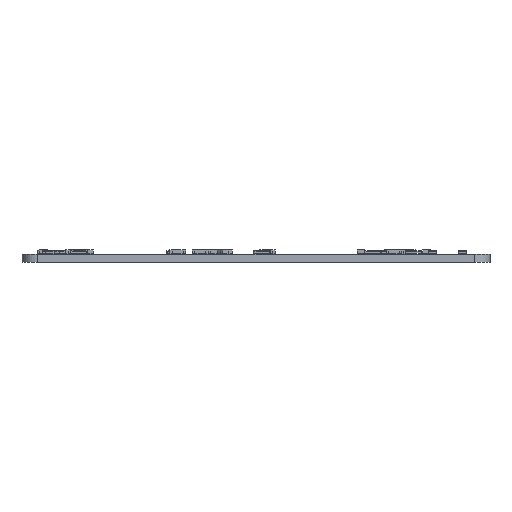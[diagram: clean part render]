
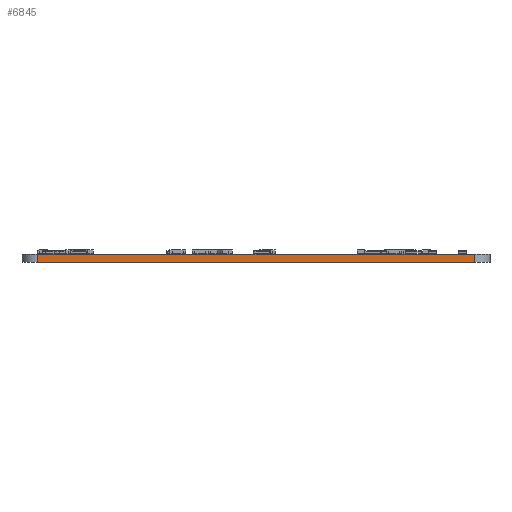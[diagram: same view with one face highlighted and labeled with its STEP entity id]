
A CAD part, left-side view. The second image highlights one B-rep face of the part: STEP entity #6845.
In plain terms, the highlighted planar face has unit normal (-1, 0, 0).
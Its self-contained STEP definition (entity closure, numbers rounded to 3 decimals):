
#6845 = ADVANCED_FACE('',(#6846),#6860,.F.);
#6846 = FACE_BOUND('',#6847,.F.);
#6847 = EDGE_LOOP('',(#6848,#6883,#6911,#6939));
#6848 = ORIENTED_EDGE('',*,*,#6849,.T.);
#6849 = EDGE_CURVE('',#6850,#6852,#6854,.T.);
#6850 = VERTEX_POINT('',#6851);
#6851 = CARTESIAN_POINT('',(-0.038,87.208,0.));
#6852 = VERTEX_POINT('',#6853);
#6853 = CARTESIAN_POINT('',(-0.038,87.208,1.6));
#6854 = SURFACE_CURVE('',#6855,(#6859,#6871),.PCURVE_S1.);
#6855 = LINE('',#6856,#6857);
#6856 = CARTESIAN_POINT('',(-0.038,87.208,0.));
#6857 = VECTOR('',#6858,1.);
#6858 = DIRECTION('',(0.,0.,1.));
#6859 = PCURVE('',#6860,#6865);
#6860 = PLANE('',#6861);
#6861 = AXIS2_PLACEMENT_3D('',#6862,#6863,#6864);
#6862 = CARTESIAN_POINT('',(-0.038,87.208,0.));
#6863 = DIRECTION('',(1.,0.,0.));
#6864 = DIRECTION('',(0.,-1.,0.));
#6865 = DEFINITIONAL_REPRESENTATION('',(#6866),#6870);
#6866 = LINE('',#6867,#6868);
#6867 = CARTESIAN_POINT('',(0.,0.));
#6868 = VECTOR('',#6869,1.);
#6869 = DIRECTION('',(0.,-1.));
#6870 = ( GEOMETRIC_REPRESENTATION_CONTEXT(2) 
PARAMETRIC_REPRESENTATION_CONTEXT() REPRESENTATION_CONTEXT('2D SPACE',''
  ) );
#6871 = PCURVE('',#6872,#6877);
#6872 = CYLINDRICAL_SURFACE('',#6873,3.);
#6873 = AXIS2_PLACEMENT_3D('',#6874,#6875,#6876);
#6874 = CARTESIAN_POINT('',(2.962,87.208,0.));
#6875 = DIRECTION('',(0.,0.,-1.));
#6876 = DIRECTION('',(1.,0.,0.));
#6877 = DEFINITIONAL_REPRESENTATION('',(#6878),#6882);
#6878 = LINE('',#6879,#6880);
#6879 = CARTESIAN_POINT('',(-3.142,0.));
#6880 = VECTOR('',#6881,1.);
#6881 = DIRECTION('',(0.,-1.));
#6882 = ( GEOMETRIC_REPRESENTATION_CONTEXT(2) 
PARAMETRIC_REPRESENTATION_CONTEXT() REPRESENTATION_CONTEXT('2D SPACE',''
  ) );
#6883 = ORIENTED_EDGE('',*,*,#6884,.T.);
#6884 = EDGE_CURVE('',#6852,#6885,#6887,.T.);
#6885 = VERTEX_POINT('',#6886);
#6886 = CARTESIAN_POINT('',(-0.038,3.038,1.6));
#6887 = SURFACE_CURVE('',#6888,(#6892,#6899),.PCURVE_S1.);
#6888 = LINE('',#6889,#6890);
#6889 = CARTESIAN_POINT('',(-0.038,87.208,1.6));
#6890 = VECTOR('',#6891,1.);
#6891 = DIRECTION('',(0.,-1.,0.));
#6892 = PCURVE('',#6860,#6893);
#6893 = DEFINITIONAL_REPRESENTATION('',(#6894),#6898);
#6894 = LINE('',#6895,#6896);
#6895 = CARTESIAN_POINT('',(0.,-1.6));
#6896 = VECTOR('',#6897,1.);
#6897 = DIRECTION('',(1.,0.));
#6898 = ( GEOMETRIC_REPRESENTATION_CONTEXT(2) 
PARAMETRIC_REPRESENTATION_CONTEXT() REPRESENTATION_CONTEXT('2D SPACE',''
  ) );
#6899 = PCURVE('',#6900,#6905);
#6900 = PLANE('',#6901);
#6901 = AXIS2_PLACEMENT_3D('',#6902,#6903,#6904);
#6902 = CARTESIAN_POINT('',(47.907,45.123,1.6));
#6903 = DIRECTION('',(0.,0.,1.));
#6904 = DIRECTION('',(1.,0.,0.));
#6905 = DEFINITIONAL_REPRESENTATION('',(#6906),#6910);
#6906 = LINE('',#6907,#6908);
#6907 = CARTESIAN_POINT('',(-47.945,42.085));
#6908 = VECTOR('',#6909,1.);
#6909 = DIRECTION('',(0.,-1.));
#6910 = ( GEOMETRIC_REPRESENTATION_CONTEXT(2) 
PARAMETRIC_REPRESENTATION_CONTEXT() REPRESENTATION_CONTEXT('2D SPACE',''
  ) );
#6911 = ORIENTED_EDGE('',*,*,#6912,.F.);
#6912 = EDGE_CURVE('',#6913,#6885,#6915,.T.);
#6913 = VERTEX_POINT('',#6914);
#6914 = CARTESIAN_POINT('',(-0.038,3.038,0.));
#6915 = SURFACE_CURVE('',#6916,(#6920,#6927),.PCURVE_S1.);
#6916 = LINE('',#6917,#6918);
#6917 = CARTESIAN_POINT('',(-0.038,3.038,0.));
#6918 = VECTOR('',#6919,1.);
#6919 = DIRECTION('',(0.,0.,1.));
#6920 = PCURVE('',#6860,#6921);
#6921 = DEFINITIONAL_REPRESENTATION('',(#6922),#6926);
#6922 = LINE('',#6923,#6924);
#6923 = CARTESIAN_POINT('',(84.17,0.));
#6924 = VECTOR('',#6925,1.);
#6925 = DIRECTION('',(0.,-1.));
#6926 = ( GEOMETRIC_REPRESENTATION_CONTEXT(2) 
PARAMETRIC_REPRESENTATION_CONTEXT() REPRESENTATION_CONTEXT('2D SPACE',''
  ) );
#6927 = PCURVE('',#6928,#6933);
#6928 = CYLINDRICAL_SURFACE('',#6929,3.);
#6929 = AXIS2_PLACEMENT_3D('',#6930,#6931,#6932);
#6930 = CARTESIAN_POINT('',(2.962,3.038,0.));
#6931 = DIRECTION('',(0.,0.,-1.));
#6932 = DIRECTION('',(1.,0.,0.));
#6933 = DEFINITIONAL_REPRESENTATION('',(#6934),#6938);
#6934 = LINE('',#6935,#6936);
#6935 = CARTESIAN_POINT('',(-3.142,0.));
#6936 = VECTOR('',#6937,1.);
#6937 = DIRECTION('',(0.,-1.));
#6938 = ( GEOMETRIC_REPRESENTATION_CONTEXT(2) 
PARAMETRIC_REPRESENTATION_CONTEXT() REPRESENTATION_CONTEXT('2D SPACE',''
  ) );
#6939 = ORIENTED_EDGE('',*,*,#6940,.F.);
#6940 = EDGE_CURVE('',#6850,#6913,#6941,.T.);
#6941 = SURFACE_CURVE('',#6942,(#6946,#6953),.PCURVE_S1.);
#6942 = LINE('',#6943,#6944);
#6943 = CARTESIAN_POINT('',(-0.038,87.208,0.));
#6944 = VECTOR('',#6945,1.);
#6945 = DIRECTION('',(0.,-1.,0.));
#6946 = PCURVE('',#6860,#6947);
#6947 = DEFINITIONAL_REPRESENTATION('',(#6948),#6952);
#6948 = LINE('',#6949,#6950);
#6949 = CARTESIAN_POINT('',(0.,0.));
#6950 = VECTOR('',#6951,1.);
#6951 = DIRECTION('',(1.,0.));
#6952 = ( GEOMETRIC_REPRESENTATION_CONTEXT(2) 
PARAMETRIC_REPRESENTATION_CONTEXT() REPRESENTATION_CONTEXT('2D SPACE',''
  ) );
#6953 = PCURVE('',#6954,#6959);
#6954 = PLANE('',#6955);
#6955 = AXIS2_PLACEMENT_3D('',#6956,#6957,#6958);
#6956 = CARTESIAN_POINT('',(47.907,45.123,0.));
#6957 = DIRECTION('',(0.,0.,1.));
#6958 = DIRECTION('',(1.,0.,0.));
#6959 = DEFINITIONAL_REPRESENTATION('',(#6960),#6964);
#6960 = LINE('',#6961,#6962);
#6961 = CARTESIAN_POINT('',(-47.945,42.085));
#6962 = VECTOR('',#6963,1.);
#6963 = DIRECTION('',(0.,-1.));
#6964 = ( GEOMETRIC_REPRESENTATION_CONTEXT(2) 
PARAMETRIC_REPRESENTATION_CONTEXT() REPRESENTATION_CONTEXT('2D SPACE',''
  ) );
